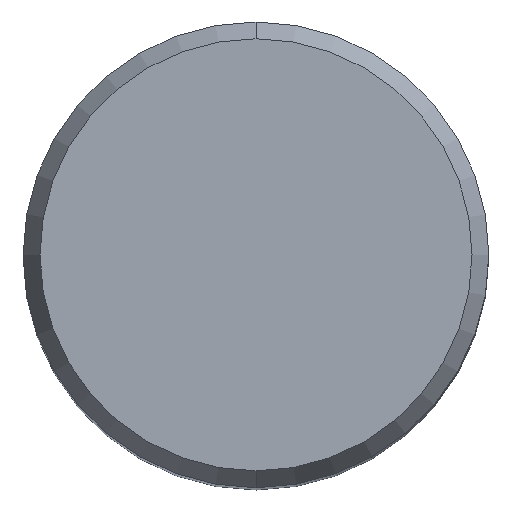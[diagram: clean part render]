
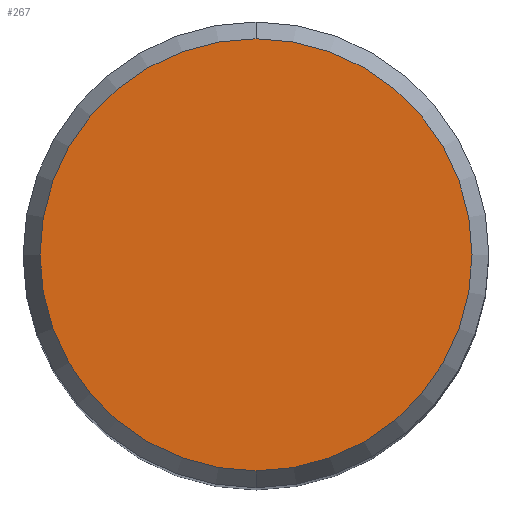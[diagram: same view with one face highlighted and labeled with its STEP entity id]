
A CAD part, top view. The second image highlights one B-rep face of the part: STEP entity #267.
In plain terms, the highlighted planar face has unit normal (0, 0, 1).
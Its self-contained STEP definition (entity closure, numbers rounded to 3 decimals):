
#257=EDGE_CURVE('',#345,#437,#560,.T.);
#267=ADVANCED_FACE('',(#571),#572,.T.);
#297=EDGE_CURVE('',#437,#345,#604,.T.);
#345=VERTEX_POINT('',#656);
#437=VERTEX_POINT('',#756);
#560=CIRCLE('',#976,7.423);
#571=FACE_OUTER_BOUND('',#992,.T.);
#572=PLANE('',#993);
#604=CIRCLE('',#1078,7.423);
#656=CARTESIAN_POINT('',(0.,-7.423,0.0));
#756=CARTESIAN_POINT('',(0.0,7.423,0.0));
#976=AXIS2_PLACEMENT_3D('',#1581,#1582,#1583);
#992=EDGE_LOOP('',(#1598,#1599));
#993=AXIS2_PLACEMENT_3D('',#1600,#1601,#1602);
#1078=AXIS2_PLACEMENT_3D('',#1631,#1632,#1633);
#1581=CARTESIAN_POINT('',(0.0,0.0,0.0));
#1582=DIRECTION('',(0.0,0.0,-1.0));
#1583=DIRECTION('',(0.0,1.0,0.0));
#1598=ORIENTED_EDGE('',*,*,#297,.F.);
#1599=ORIENTED_EDGE('',*,*,#257,.F.);
#1600=CARTESIAN_POINT('',(0.0,3.711,0.0));
#1601=DIRECTION('',(-0.0,0.0,1.0));
#1602=DIRECTION('',(0.0,-1.0,0.0));
#1631=CARTESIAN_POINT('',(0.0,0.0,0.0));
#1632=DIRECTION('',(0.0,0.0,-1.0));
#1633=DIRECTION('',(0.0,1.0,0.0));
